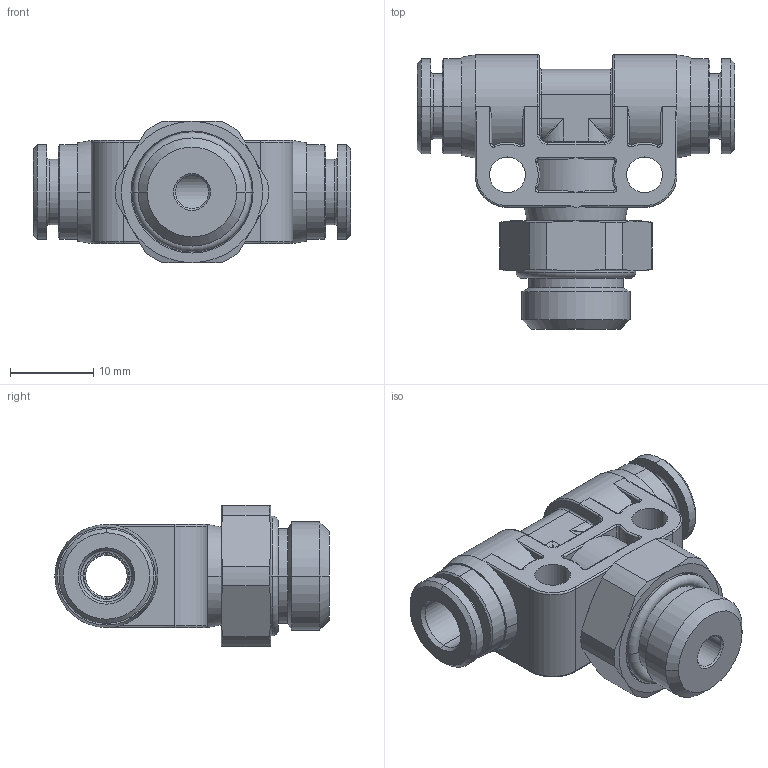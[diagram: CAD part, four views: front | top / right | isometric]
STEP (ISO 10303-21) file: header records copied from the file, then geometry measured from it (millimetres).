
FILE_DESCRIPTION(( 'MXP.21.06.14.stp' ), '1');
FILE_NAME( 'MXP.21.06.14.stp', '2021-02-22T15:42:47',( 'Sopra'),('sopra-pneumatic.com'), 'SwSTEP 2.0','SolidWorks 2009','' );
FILE_SCHEMA(('CONFIG_CONTROL_DESIGN'));
Length unit declared in the file: millimetre
Products named in the file (1): 367363B_921V-6FF-1-4
Bounding box: 38.2 x 33 x 17 mm (x, y, z)
Volume: 6657.4 mm3; surface area: 4969 mm2
Topology: 2 solids, 2 shells, 301 faces, 724 edges, 438 vertices
Faces by surface type: cylinder 125, torus 68, plane 56, cone 40, bspline 12
Entity records: 10112 total; most frequent: CARTESIAN_POINT 3091, DIRECTION 1527, ORIENTED_EDGE 1448, EDGE_CURVE 724, AXIS2_PLACEMENT_3D 649, VERTEX_POINT 438, CIRCLE 360, EDGE_LOOP 322
